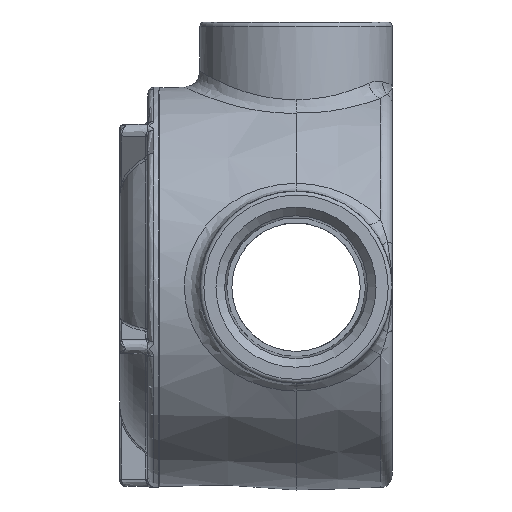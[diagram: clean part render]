
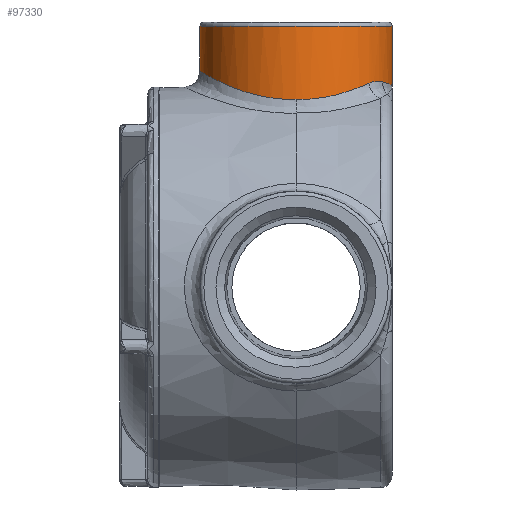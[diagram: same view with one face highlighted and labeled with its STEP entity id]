
A CAD part, left-side view. The second image highlights one B-rep face of the part: STEP entity #97330.
In plain terms, the highlighted cylindrical face has radius 38.1 mm (diameter 76.2 mm), a full revolution.
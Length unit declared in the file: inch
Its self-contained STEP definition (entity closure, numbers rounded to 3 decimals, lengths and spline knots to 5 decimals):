
#3869=B_SPLINE_CURVE_WITH_KNOTS('',3,(#123684,#123685,#123686,#123687,#123688,
#123689,#123690,#123691,#123692,#123693,#123694),.UNSPECIFIED.,.F.,.F.,
(4,1,1,1,1,1,2,4),(-1.97434,-1.57947,-1.38204,
-1.1846,-0.78973,-0.39487,0.,0.00977),
 .UNSPECIFIED.);
#3870=B_SPLINE_CURVE_WITH_KNOTS('',3,(#123696,#123697,#123698,#123699),
 .UNSPECIFIED.,.F.,.F.,(4,4),(0.,1.19743),
 .UNSPECIFIED.);
#3871=B_SPLINE_CURVE_WITH_KNOTS('',3,(#123701,#123702,#123703,#123704,#123705,
#123706),.UNSPECIFIED.,.F.,.F.,(4,1,1,4),(6.75206,7.86071,
8.41503,10.63232),.UNSPECIFIED.);
#3872=B_SPLINE_CURVE_WITH_KNOTS('',3,(#123708,#123709,#123710,#123711,#123712,
#123713,#123714,#123715,#123716,#123717,#123718,#123719,#123720),
 .UNSPECIFIED.,.F.,.F.,(4,1,1,1,1,1,1,1,1,1,4),(21.36204,22.37538,
23.38872,25.4154,27.44208,28.11764,29.46876,
31.49544,33.52211,34.53545,35.54879),
 .UNSPECIFIED.);
#3873=B_SPLINE_CURVE_WITH_KNOTS('',3,(#123723,#123724,#123725,#123726,#123727,
#123728),.UNSPECIFIED.,.F.,.F.,(4,1,1,4),(0.,2.21729,2.77161,
3.88025),.UNSPECIFIED.);
#3874=B_SPLINE_CURVE_WITH_KNOTS('',3,(#123730,#123731,#123732,#123733),
 .UNSPECIFIED.,.F.,.F.,(4,4),(0.,1.19743),.UNSPECIFIED.);
#3875=B_SPLINE_CURVE_WITH_KNOTS('',3,(#123734,#123735,#123736,#123737,#123738,
#123739,#123740,#123741,#123742,#123743),.UNSPECIFIED.,.F.,.F.,(4,2,1,1,
1,1,4),(-1.9867,-1.97767,-1.58213,-1.1866,
-0.79107,-0.39553,0.),.UNSPECIFIED.);
#14205=CYLINDRICAL_SURFACE('',#102795,1.5);
#14340=FACE_OUTER_BOUND('',#19647,.T.);
#19647=EDGE_LOOP('',(#68458,#68459,#68460,#68461,#68462,#68463,#68464,#68465,
#68466,#68467,#68468,#68469));
#25373=LINE('',#123721,#34524);
#34524=VECTOR('',#106486,1.5);
#43714=CIRCLE('',#102785,1.5);
#43719=CIRCLE('',#102790,1.5);
#43720=CIRCLE('',#102791,1.5);
#44232=VERTEX_POINT('',#123662);
#44233=VERTEX_POINT('',#123663);
#44237=VERTEX_POINT('',#123672);
#44240=VERTEX_POINT('',#123682);
#44241=VERTEX_POINT('',#123683);
#44242=VERTEX_POINT('',#123695);
#44243=VERTEX_POINT('',#123700);
#44244=VERTEX_POINT('',#123707);
#44245=VERTEX_POINT('',#123722);
#44246=VERTEX_POINT('',#123729);
#53882=EDGE_CURVE('',#44232,#44233,#43714,.T.);
#53887=EDGE_CURVE('',#44233,#44237,#43719,.T.);
#53888=EDGE_CURVE('',#44237,#44232,#43720,.T.);
#53892=EDGE_CURVE('',#44240,#44241,#3869,.T.);
#53893=EDGE_CURVE('',#44242,#44240,#3870,.T.);
#53894=EDGE_CURVE('',#44243,#44242,#3871,.T.);
#53895=EDGE_CURVE('',#44244,#44243,#3872,.T.);
#53896=EDGE_CURVE('',#44244,#44237,#25373,.T.);
#53897=EDGE_CURVE('',#44245,#44244,#3873,.T.);
#53898=EDGE_CURVE('',#44246,#44245,#3874,.T.);
#53899=EDGE_CURVE('',#44241,#44246,#3875,.T.);
#68458=ORIENTED_EDGE('',*,*,#53892,.F.);
#68459=ORIENTED_EDGE('',*,*,#53893,.F.);
#68460=ORIENTED_EDGE('',*,*,#53894,.F.);
#68461=ORIENTED_EDGE('',*,*,#53895,.F.);
#68462=ORIENTED_EDGE('',*,*,#53896,.T.);
#68463=ORIENTED_EDGE('',*,*,#53887,.F.);
#68464=ORIENTED_EDGE('',*,*,#53882,.F.);
#68465=ORIENTED_EDGE('',*,*,#53888,.F.);
#68466=ORIENTED_EDGE('',*,*,#53896,.F.);
#68467=ORIENTED_EDGE('',*,*,#53897,.F.);
#68468=ORIENTED_EDGE('',*,*,#53898,.F.);
#68469=ORIENTED_EDGE('',*,*,#53899,.F.);
#97330=ADVANCED_FACE('',(#14340),#14205,.T.);
#102785=AXIS2_PLACEMENT_3D('',#123664,#106463,#106464);
#102790=AXIS2_PLACEMENT_3D('',#123673,#106473,#106474);
#102791=AXIS2_PLACEMENT_3D('',#123674,#106475,#106476);
#102795=AXIS2_PLACEMENT_3D('',#123681,#106484,#106485);
#106463=DIRECTION('center_axis',(0.,0.,1.));
#106464=DIRECTION('ref_axis',(0.,1.,0.));
#106473=DIRECTION('center_axis',(0.,0.,1.));
#106474=DIRECTION('ref_axis',(0.,1.,0.));
#106475=DIRECTION('center_axis',(0.,0.,1.));
#106476=DIRECTION('ref_axis',(0.,1.,0.));
#106484=DIRECTION('center_axis',(0.,0.,-1.));
#106485=DIRECTION('ref_axis',(1.,0.,0.));
#106486=DIRECTION('',(0.,0.,1.));
#123662=CARTESIAN_POINT('',(0.,-1.5,4.07319));
#123663=CARTESIAN_POINT('',(1.5,0.,4.07319));
#123664=CARTESIAN_POINT('Origin',(0.,0.,4.07319));
#123672=CARTESIAN_POINT('',(-1.5,0.,4.07319));
#123673=CARTESIAN_POINT('Origin',(0.,0.,4.07319));
#123674=CARTESIAN_POINT('Origin',(0.,0.,4.07319));
#123681=CARTESIAN_POINT('Origin',(0.,0.,4.14063));
#123682=CARTESIAN_POINT('',(0.64603,-1.35375,3.20394));
#123683=CARTESIAN_POINT('',(0.,-1.5,3.12738));
#123684=CARTESIAN_POINT('Ctrl Pts',(0.64603,-1.35375,
3.20394));
#123685=CARTESIAN_POINT('Ctrl Pts',(0.60627,-1.37272,
3.19735));
#123686=CARTESIAN_POINT('Ctrl Pts',(0.54499,-1.39873,
3.19086));
#123687=CARTESIAN_POINT('Ctrl Pts',(0.46108,-1.42789,
3.18325));
#123688=CARTESIAN_POINT('Ctrl Pts',(0.37617,-1.45325,
3.17586));
#123689=CARTESIAN_POINT('Ctrl Pts',(0.26773,-1.47793,
3.1657));
#123690=CARTESIAN_POINT('Ctrl Pts',(0.13544,-1.49585,
3.14986));
#123691=CARTESIAN_POINT('Ctrl Pts',(0.04715,-1.4999,
3.13593));
#123692=CARTESIAN_POINT('Ctrl Pts',(0.00217,-1.5,
3.12777));
#123693=CARTESIAN_POINT('Ctrl Pts',(0.00109,-1.5,3.12758));
#123694=CARTESIAN_POINT('Ctrl Pts',(0.,-1.5,3.12738));
#123695=CARTESIAN_POINT('',(0.98091,-1.13482,3.18257));
#123696=CARTESIAN_POINT('Ctrl Pts',(0.98091,-1.13482,
3.18257));
#123697=CARTESIAN_POINT('Ctrl Pts',(0.88214,-1.22019,
3.22124));
#123698=CARTESIAN_POINT('Ctrl Pts',(0.76661,-1.29621,
3.22394));
#123699=CARTESIAN_POINT('Ctrl Pts',(0.64603,-1.35375,
3.20394));
#123700=CARTESIAN_POINT('',(1.5,0.,2.93456));
#123701=CARTESIAN_POINT('Ctrl Pts',(1.5,0.,2.93456));
#123702=CARTESIAN_POINT('Ctrl Pts',(1.5,-0.12465,2.93012));
#123703=CARTESIAN_POINT('Ctrl Pts',(1.47642,-0.31183,
2.94024));
#123704=CARTESIAN_POINT('Ctrl Pts',(1.34365,-0.72433,
3.01346));
#123705=CARTESIAN_POINT('Ctrl Pts',(1.16381,-0.97673,
3.11098));
#123706=CARTESIAN_POINT('Ctrl Pts',(0.98091,-1.13482,3.18257));
#123707=CARTESIAN_POINT('',(-1.5,0.,2.93456));
#123708=CARTESIAN_POINT('Ctrl Pts',(-1.5,0.,2.93456));
#123709=CARTESIAN_POINT('Ctrl Pts',(-1.5,0.11393,2.93051));
#123710=CARTESIAN_POINT('Ctrl Pts',(-1.47391,0.34225,
2.94096));
#123711=CARTESIAN_POINT('Ctrl Pts',(-1.32116,0.76949,
3.02677));
#123712=CARTESIAN_POINT('Ctrl Pts',(-0.96981,1.20843,
3.2071));
#123713=CARTESIAN_POINT('Ctrl Pts',(-0.49075,1.44377,
3.33896));
#123714=CARTESIAN_POINT('Ctrl Pts',(-0.03923,1.51309,
3.37835));
#123715=CARTESIAN_POINT('Ctrl Pts',(0.422,1.47769,3.35799));
#123716=CARTESIAN_POINT('Ctrl Pts',(0.97005,1.20827,3.20705));
#123717=CARTESIAN_POINT('Ctrl Pts',(1.32115,0.76957,
3.02683));
#123718=CARTESIAN_POINT('Ctrl Pts',(1.47395,0.34219,
2.94093));
#123719=CARTESIAN_POINT('Ctrl Pts',(1.5,0.11394,2.9305));
#123720=CARTESIAN_POINT('Ctrl Pts',(1.5,0.,2.93456));
#123721=CARTESIAN_POINT('',(-1.5,0.,4.14063));
#123722=CARTESIAN_POINT('',(-0.98091,-1.13482,3.18257));
#123723=CARTESIAN_POINT('Ctrl Pts',(-0.98091,-1.13482,
3.18257));
#123724=CARTESIAN_POINT('Ctrl Pts',(-1.16381,-0.97673,
3.11098));
#123725=CARTESIAN_POINT('Ctrl Pts',(-1.34365,-0.72433,
3.01346));
#123726=CARTESIAN_POINT('Ctrl Pts',(-1.47642,-0.31183,
2.94024));
#123727=CARTESIAN_POINT('Ctrl Pts',(-1.5,-0.12465,2.93012));
#123728=CARTESIAN_POINT('Ctrl Pts',(-1.5,0.,2.93456));
#123729=CARTESIAN_POINT('',(-0.64603,-1.35375,3.20394));
#123730=CARTESIAN_POINT('Ctrl Pts',(-0.64603,-1.35375,
3.20394));
#123731=CARTESIAN_POINT('Ctrl Pts',(-0.76661,-1.29621,
3.22394));
#123732=CARTESIAN_POINT('Ctrl Pts',(-0.88214,-1.22019,
3.22124));
#123733=CARTESIAN_POINT('Ctrl Pts',(-0.98091,-1.13482,
3.18257));
#123734=CARTESIAN_POINT('Ctrl Pts',(0.,-1.5,3.12738));
#123735=CARTESIAN_POINT('Ctrl Pts',(-0.001,-1.5,
3.12756));
#123736=CARTESIAN_POINT('Ctrl Pts',(-0.00201,-1.5,
3.12774));
#123737=CARTESIAN_POINT('Ctrl Pts',(-0.04697,-1.49991,
3.13591));
#123738=CARTESIAN_POINT('Ctrl Pts',(-0.13539,-1.49585,
3.14984));
#123739=CARTESIAN_POINT('Ctrl Pts',(-0.26755,-1.47795,
3.16569));
#123740=CARTESIAN_POINT('Ctrl Pts',(-0.39749,-1.44842,
3.17782));
#123741=CARTESIAN_POINT('Ctrl Pts',(-0.52439,-1.40746,
3.18866));
#123742=CARTESIAN_POINT('Ctrl Pts',(-0.60621,-1.37276,
3.19733));
#123743=CARTESIAN_POINT('Ctrl Pts',(-0.64603,-1.35375,
3.20394));
